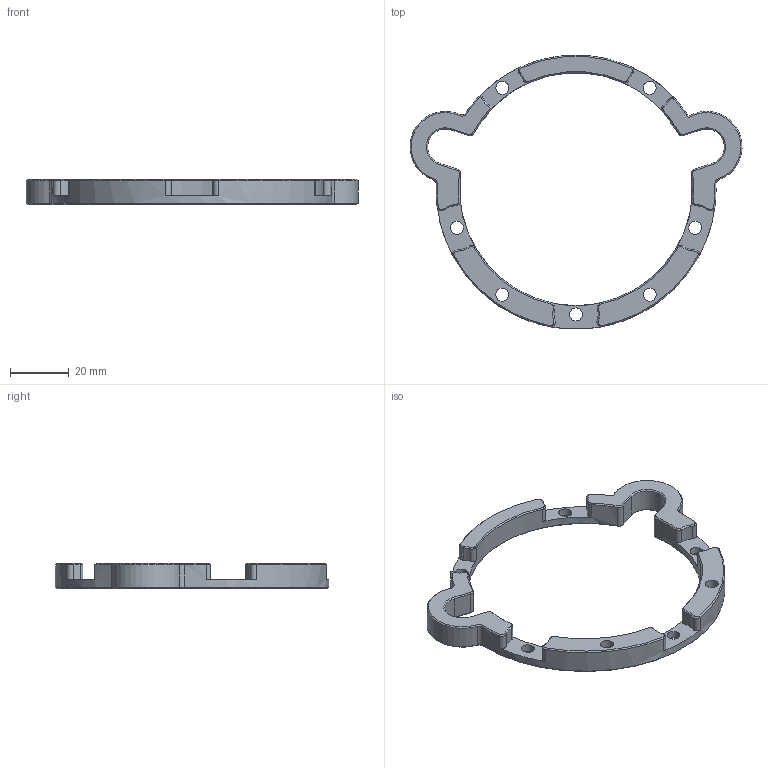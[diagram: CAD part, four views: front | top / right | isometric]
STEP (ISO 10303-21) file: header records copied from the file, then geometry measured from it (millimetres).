
FILE_DESCRIPTION(/* description */ (''),/* implementation_level */ '2;1');
FILE_NAME(/* name */ '1xBase Framev1.step',/* time_stamp */ '2025-04-14T13:06:09-04:00',/* author */ (''),/* organization */ (''),/* preprocessor_version */ 'ST-DEVELOPER v20.1',/* originating_system */ 'Autodesk Translation Framework v14.4.0.0',/* authorisation */ '');
FILE_SCHEMA (('AUTOMOTIVE_DESIGN { 1 0 10303 214 3 1 1 }'));
Length unit declared in the file: millimetre
Products named in the file (1): Base Frame
Bounding box: 112.61 x 92.9 x 8.5 mm (x, y, z)
Volume: 14711.3 mm3; surface area: 9025.1 mm2
Topology: 1 solids, 1 shells, 147 faces, 368 edges, 216 vertices
Faces by surface type: cone 73, cylinder 50, plane 24
Full cylindrical faces by diameter (mm): 4.4 x7
Entity records: 4461 total; most frequent: DIRECTION 867, CARTESIAN_POINT 744, ORIENTED_EDGE 736, EDGE_CURVE 368, AXIS2_PLACEMENT_3D 355, VERTEX_POINT 216, CIRCLE 207, LINE 157
